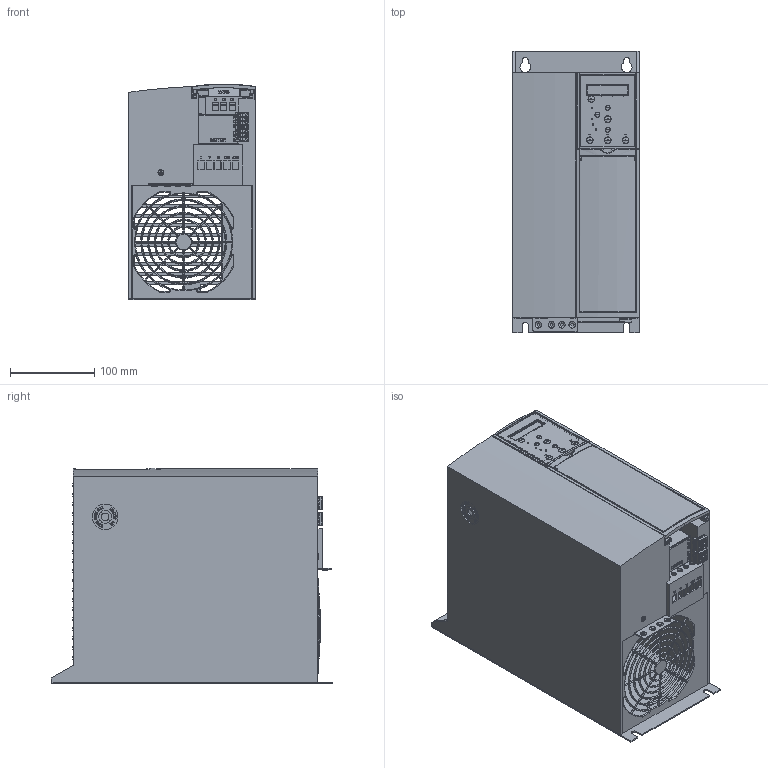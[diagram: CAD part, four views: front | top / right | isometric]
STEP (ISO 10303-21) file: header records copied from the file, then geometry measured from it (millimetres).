
FILE_DESCRIPTION((''),'2;1');
FILE_NAME('H5-IP20-2_ASM','2013-05-24T',('U248342'),('Danfoss Power Electronics'),'PRO/ENGINEER BY PARAMETRIC TECHNOLOGY CORPORATION, 2011490','PRO/ENGINEER BY PARAMETRIC TECHNOLOGY CORPORATION, 2011490','');
FILE_SCHEMA(('CONFIG_CONTROL_DESIGN', 'GEOMETRIC_VALIDATION_PROPERTIES_MIM'));
Products named in the file (18): 132B4115; 132B3409; 132B3404; 132B4121; 132B4120; 132B4148_UMSH-8244JN-F; LCD_LIGHTGUIDE_ASM; 132B4142; 132B4144; 132B9105_ASM; 132B5733; 132B5733_ASM; 132B5734; 132B5734_ASM; 132B3419; 132B3423_ASM; 132B4136-2; H5-IP20-2_ASM
Assembly tree (17 placements, depth 4):
  H5-IP20-2_ASM
    132B4115
    132B3409
    132B3404
    132B4121
    132B4120
    132B9105_ASM
      LCD_LIGHTGUIDE_ASM
        132B4148_UMSH-8244JN-F
      132B4142
      132B4144
    132B5733_ASM
      132B5733
    132B5734_ASM
      132B5734
    132B3423_ASM
      132B3419
    132B4136-2
Bounding box: 150 x 333.7 x 255.18 mm (x, y, z)
Volume: 789720.9 mm3; surface area: 864270.1 mm2
Topology: 12 solids, 15 shells, 4485 faces, 12357 edges, 7978 vertices
Faces by surface type: plane 3576, cylinder 585, torus 182, bspline 100, cone 34, sphere 8
Entity records: 198259 total; most frequent: CARTESIAN_POINT 40025, ORIENTED_EDGE 24688, DIRECTION 22036, PRESENTATION_STYLE_ASSIGNMENT 13068, STYLED_ITEM 12372, CURVE_STYLE 12357, EDGE_CURVE 12357, VECTOR 10292
